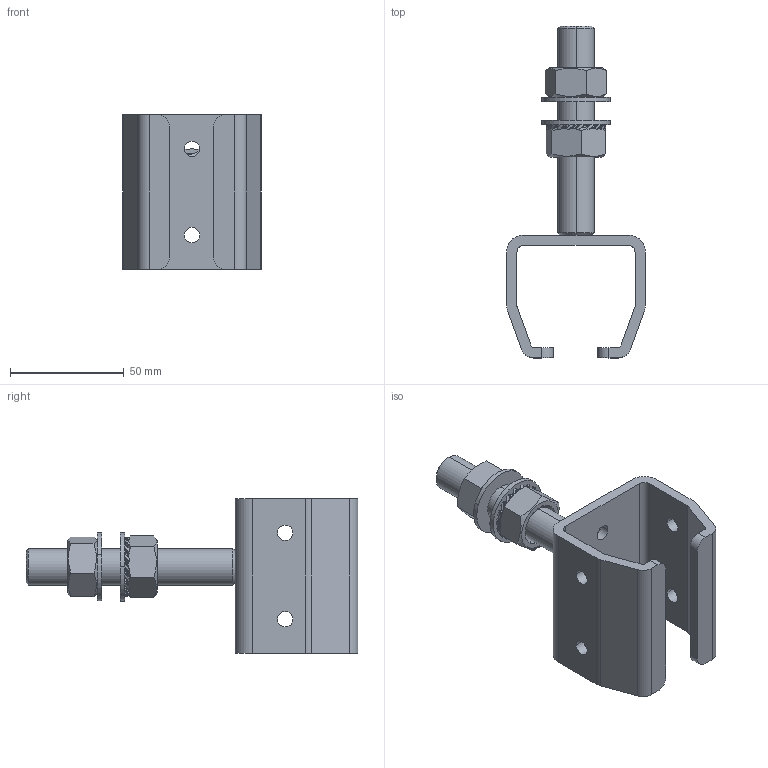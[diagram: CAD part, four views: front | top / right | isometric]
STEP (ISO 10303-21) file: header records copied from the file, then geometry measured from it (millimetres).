
FILE_DESCRIPTION (( 'STEP AP203' ), '1' );
FILE_NAME ('1.24.B04.STEP', '2017-11-16T07:11:28', ( '' ), ( '' ), 'SwSTEP 2.0', 'SolidWorks 2017', '' );
FILE_SCHEMA (( 'CONFIG_CONTROL_DESIGN' ));
Length unit declared in the file: millimetre
Products named in the file (2): 1.24.B04
Bounding box: 61 x 146 x 68 mm (x, y, z)
Volume: 81287.1 mm3; surface area: 39456.7 mm2
Topology: 7 solids, 7 shells, 960 faces, 2834 edges, 1888 vertices
Faces by surface type: cylinder 892, plane 42, cone 20, bspline 6
Entity records: 41803 total; most frequent: CARTESIAN_POINT 21012, ORIENTED_EDGE 5668, EDGE_CURVE 2834, DIRECTION 2406, B_SPLINE_CURVE_WITH_KNOTS 2358, VERTEX_POINT 1888, AXIS2_PLACEMENT_3D 1132, EDGE_LOOP 982
